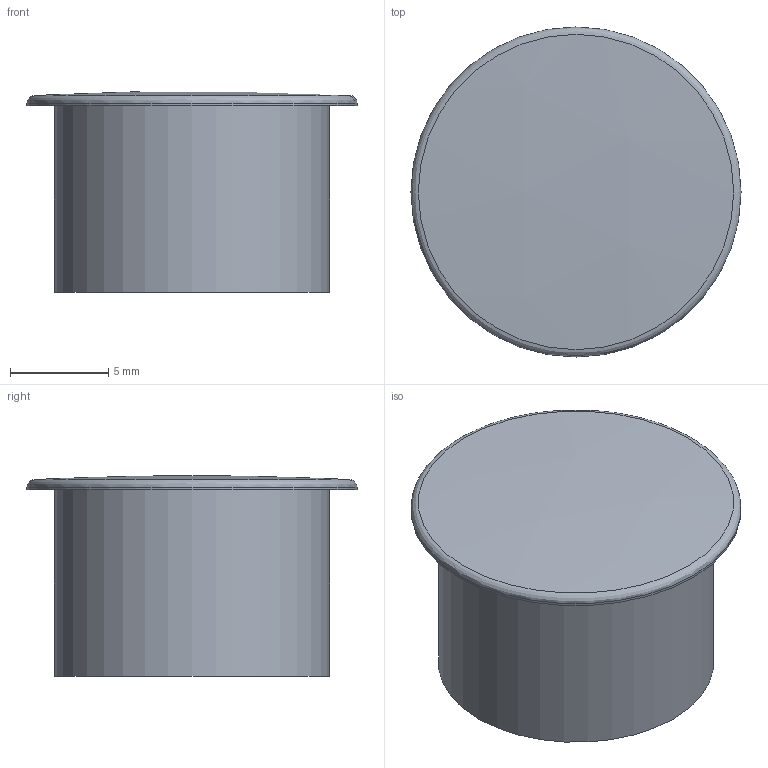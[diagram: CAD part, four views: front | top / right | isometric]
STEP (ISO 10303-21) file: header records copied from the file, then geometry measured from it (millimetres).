
FILE_DESCRIPTION(/* description */ ('TAPPO COPRIFORO D14,3 NERO'),/* implementation_level */ '2;1');
FILE_NAME(/* name */ 'CTPTF0000010.stp',/* time_stamp */ '2018-10-29T09:56:24+01:00',/* author */ ('fzagni'),/* organization */ (''),/* preprocessor_version */ 'ST-DEVELOPER v16.1',/* originating_system */ 'Autodesk Inventor 2016',/* authorisation */ '');
FILE_SCHEMA (('AUTOMOTIVE_DESIGN { 1 0 10303 214 3 1 1 }'));
Length unit declared in the file: millimetre
Products named in the file (1): 18.079.00
Bounding box: 16.8 x 16.8 x 10.21 mm (x, y, z)
Volume: 593.8 mm3; surface area: 1225.9 mm2
Topology: 1 solids, 1 shells, 8 faces, 13 edges, 9 vertices
Faces by surface type: plane 3, cylinder 3, sphere 1, bspline 1
Full cylindrical faces by diameter (mm): 11.6 x1, 14 x1, 16.8 x1
Entity records: 431 total; most frequent: CARTESIAN_POINT 258, DIRECTION 36, ORIENTED_EDGE 20, AXIS2_PLACEMENT_3D 18, EDGE_LOOP 13, CIRCLE 10, EDGE_CURVE 10, VERTEX_POINT 9
